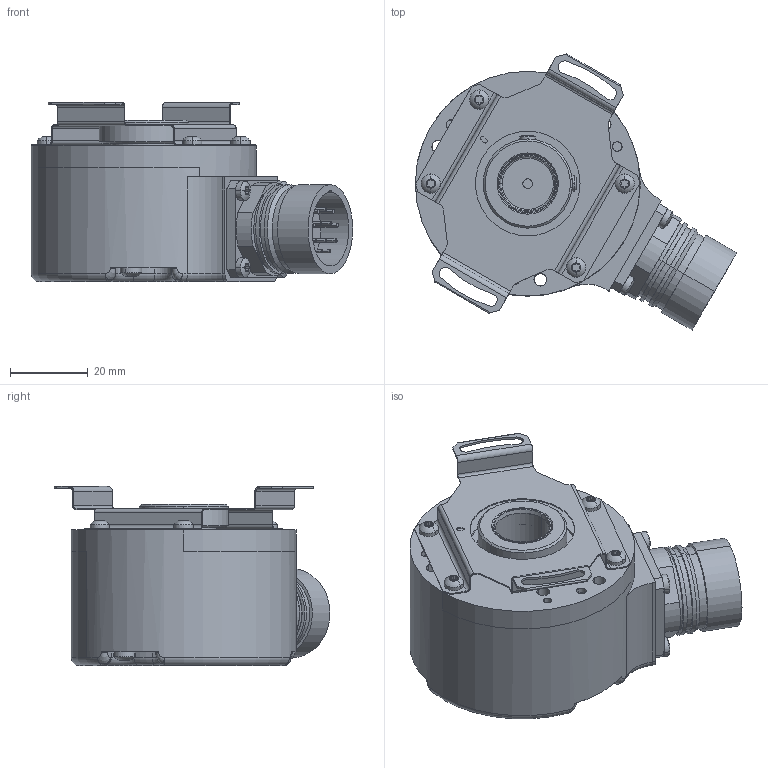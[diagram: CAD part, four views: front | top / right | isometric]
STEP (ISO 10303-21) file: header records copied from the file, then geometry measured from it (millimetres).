
FILE_DESCRIPTION((''),'2;1');
FILE_NAME('524762','2010-10-15T',('se2802'),(''),'PRO/ENGINEER BY PARAMETRIC TECHNOLOGY CORPORATION, 2010180','PRO/ENGINEER BY PARAMETRIC TECHNOLOGY CORPORATION, 2010180','');
FILE_SCHEMA(('CONFIG_CONTROL_DESIGN'));
Length unit declared in the file: millimetre
Products named in the file (1): 524762
Bounding box: 82.9 x 71.2 x 46.2 mm (x, y, z)
Volume: 61214.3 mm3; surface area: 45538.7 mm2
Topology: 1 solids, 3 shells, 1440 faces, 3902 edges, 2462 vertices
Faces by surface type: cylinder 695, plane 488, cone 113, torus 106, sphere 30, bspline 6, revolution 2
Entity records: 49560 total; most frequent: CARTESIAN_POINT 11985, DIRECTION 8438, ORIENTED_EDGE 7760, EDGE_CURVE 3880, AXIS2_PLACEMENT_3D 3378, VERTEX_POINT 2463, CIRCLE 1946, VECTOR 1680
